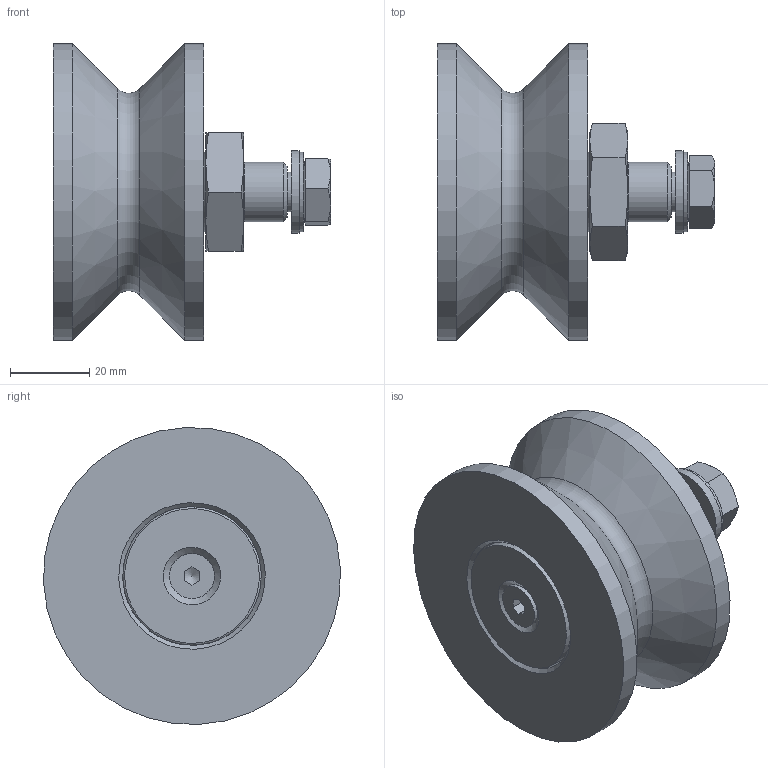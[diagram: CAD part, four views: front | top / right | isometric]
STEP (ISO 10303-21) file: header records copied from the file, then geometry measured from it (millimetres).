
FILE_DESCRIPTION(/* description */ ('RUOTA SAGOM. V90° D.75 CONCENTR.'),/* implementation_level */ '2;1');
FILE_NAME(/* name */ 'GRUGD0000153.stp',/* time_stamp */ '2022-07-29T11:31:41+02:00',/* author */ ('tecnico3.vi'),/* organization */ (''),/* preprocessor_version */ 'ST-DEVELOPER v18.1',/* originating_system */ 'Autodesk Inventor 2022',/* authorisation */ '');
FILE_SCHEMA (('AUTOMOTIVE_DESIGN { 1 0 10303 214 3 1 1 }'));
Length unit declared in the file: millimetre
Products named in the file (10): GRUGD0000153; DPERO0000129; DDICI0000250; DRUGD0000040; CCUSE0000057; DROXX0000085; CVISV0000174; CVIEE0000077; CROPI0000008; CMLTA0000031
Assembly tree (10 placements, depth 2):
  GRUGD0000153
    DPERO0000129
    DDICI0000250
    DRUGD0000040
    CCUSE0000057  x2
    DROXX0000085
    CVISV0000174
    CVIEE0000077
    CROPI0000008
    CMLTA0000031
Bounding box: 69.95 x 74.93 x 74.93 mm (x, y, z)
Volume: 127305.4 mm3; surface area: 44039.1 mm2
Topology: 10 solids, 10 shells, 171 faces, 494 edges, 324 vertices
Faces by surface type: plane 47, torus 40, cone 39, cylinder 31, sphere 14
Full cylindrical faces by diameter (mm): 4.917 x1, 6 x1, 8.376 x1, 10 x1, 10.2 x1, 10.5 x1, 11.34 x1, 15 x4, 15.3 x1, 20 x2, 21 x1, 21.4 x4, 28.6 x4, 29.5 x1, 34 x1, 35 x4, 75 x2
Entity records: 5230 total; most frequent: CARTESIAN_POINT 1560, DIRECTION 710, ORIENTED_EDGE 684, EDGE_CURVE 342, AXIS2_PLACEMENT_3D 311, VERTEX_POINT 234, EDGE_LOOP 172, CIRCLE 155
